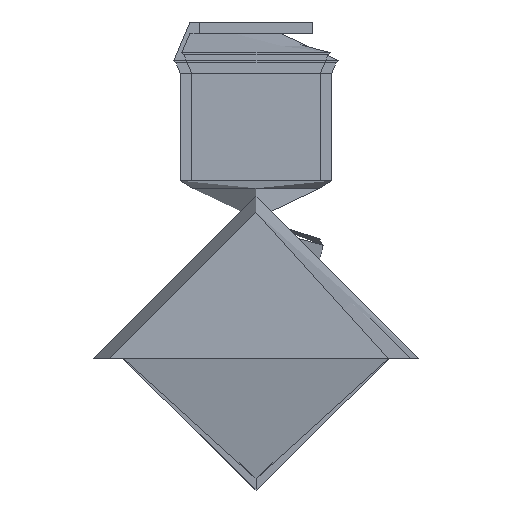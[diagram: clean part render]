
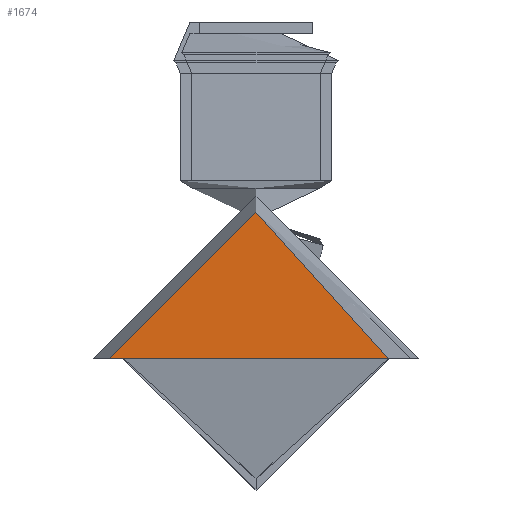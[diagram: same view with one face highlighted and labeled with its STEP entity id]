
A CAD part, left-side view. The second image highlights one B-rep face of the part: STEP entity #1674.
In plain terms, the highlighted free-form (B-spline) face has degree [1, 1] with [2, 2] control points.
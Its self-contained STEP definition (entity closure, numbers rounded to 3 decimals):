
#1674 = ADVANCED_FACE('',(#1675,#1697),#1719,.T.);
#1675 = FACE_BOUND('',#1676,.T.);
#1676 = EDGE_LOOP('',(#1677,#1687));
#1677 = ORIENTED_EDGE('',*,*,#1678,.F.);
#1678 = EDGE_CURVE('',#1679,#1681,#1683,.T.);
#1679 = VERTEX_POINT('',#1680);
#1680 = CARTESIAN_POINT('',(0.,19.35,0.));
#1681 = VERTEX_POINT('',#1682);
#1682 = CARTESIAN_POINT('',(0.,0.,19.35));
#1683 = ( BOUNDED_CURVE() B_SPLINE_CURVE(2,(#1684,#1685,#1686),
.UNSPECIFIED.,.F.,.F.) B_SPLINE_CURVE_WITH_KNOTS((3,3),(0.,
1.571),.PIECEWISE_BEZIER_KNOTS.) CURVE() 
GEOMETRIC_REPRESENTATION_ITEM() RATIONAL_B_SPLINE_CURVE((1.,
0.707,1.)) REPRESENTATION_ITEM('') );
#1684 = CARTESIAN_POINT('',(0.,19.35,0.));
#1685 = CARTESIAN_POINT('',(0.,19.35,19.35));
#1686 = CARTESIAN_POINT('',(0.,0.,19.35));
#1687 = ORIENTED_EDGE('',*,*,#1688,.F.);
#1688 = EDGE_CURVE('',#1681,#1679,#1689,.T.);
#1689 = ( BOUNDED_CURVE() B_SPLINE_CURVE(2,(#1690,#1691,#1692,#1693,
#1694,#1695,#1696),.UNSPECIFIED.,.F.,.F.) B_SPLINE_CURVE_WITH_KNOTS((3,2
    ,2,3),(1.571,3.142,4.712,6.283),
.UNSPECIFIED.) CURVE() GEOMETRIC_REPRESENTATION_ITEM() 
RATIONAL_B_SPLINE_CURVE((1.,0.707,1.,0.707,1.,
0.707,1.)) REPRESENTATION_ITEM('') );
#1690 = CARTESIAN_POINT('',(0.,0.,19.35));
#1691 = CARTESIAN_POINT('',(0.,-19.35,19.35));
#1692 = CARTESIAN_POINT('',(0.,-19.35,0.));
#1693 = CARTESIAN_POINT('',(0.,-19.35,-19.35));
#1694 = CARTESIAN_POINT('',(0.,0.,-19.35));
#1695 = CARTESIAN_POINT('',(0.,19.35,-19.35));
#1696 = CARTESIAN_POINT('',(0.,19.35,0.));
#1697 = FACE_BOUND('',#1698,.T.);
#1698 = EDGE_LOOP('',(#1699,#1711));
#1699 = ORIENTED_EDGE('',*,*,#1700,.T.);
#1700 = EDGE_CURVE('',#1701,#1703,#1705,.T.);
#1701 = VERTEX_POINT('',#1702);
#1702 = CARTESIAN_POINT('',(0.,17.5,0.));
#1703 = VERTEX_POINT('',#1704);
#1704 = CARTESIAN_POINT('',(0.,-17.5,0.));
#1705 = ( BOUNDED_CURVE() B_SPLINE_CURVE(2,(#1706,#1707,#1708,#1709,
#1710),.UNSPECIFIED.,.F.,.F.) B_SPLINE_CURVE_WITH_KNOTS((3,2,3),(0.,
1.571,3.142),.UNSPECIFIED.) CURVE() 
GEOMETRIC_REPRESENTATION_ITEM() RATIONAL_B_SPLINE_CURVE((1.,
0.707,1.,0.707,1.)) REPRESENTATION_ITEM('') );
#1706 = CARTESIAN_POINT('',(0.,17.5,0.));
#1707 = CARTESIAN_POINT('',(0.,17.5,17.5));
#1708 = CARTESIAN_POINT('',(0.,0.,17.5));
#1709 = CARTESIAN_POINT('',(0.,-17.5,17.5));
#1710 = CARTESIAN_POINT('',(0.,-17.5,0.));
#1711 = ORIENTED_EDGE('',*,*,#1712,.T.);
#1712 = EDGE_CURVE('',#1703,#1701,#1713,.T.);
#1713 = ( BOUNDED_CURVE() B_SPLINE_CURVE(2,(#1714,#1715,#1716,#1717,
#1718),.UNSPECIFIED.,.F.,.F.) B_SPLINE_CURVE_WITH_KNOTS((3,2,3),(
    3.142,4.712,6.283),
.PIECEWISE_BEZIER_KNOTS.) CURVE() GEOMETRIC_REPRESENTATION_ITEM() 
RATIONAL_B_SPLINE_CURVE((1.,0.707,1.,0.707,1.)) 
REPRESENTATION_ITEM('') );
#1714 = CARTESIAN_POINT('',(0.,-17.5,0.));
#1715 = CARTESIAN_POINT('',(0.,-17.5,-17.5));
#1716 = CARTESIAN_POINT('',(0.,0.,-17.5));
#1717 = CARTESIAN_POINT('',(0.,17.5,-17.5));
#1718 = CARTESIAN_POINT('',(0.,17.5,0.));
#1719 = B_SPLINE_SURFACE_WITH_KNOTS('',1,1,(
    (#1720,#1721)
    ,(#1722,#1723
  )),.UNSPECIFIED.,.F.,.F.,.F.,(2,2),(2,2),(-1.936,1.936),(-3.779,
    0.094),.PIECEWISE_BEZIER_KNOTS.);
#1720 = CARTESIAN_POINT('',(0.,-19.36,-19.36));
#1721 = CARTESIAN_POINT('',(0.,19.36,-19.36));
#1722 = CARTESIAN_POINT('',(0.,-19.36,19.36));
#1723 = CARTESIAN_POINT('',(0.,19.36,19.36));
